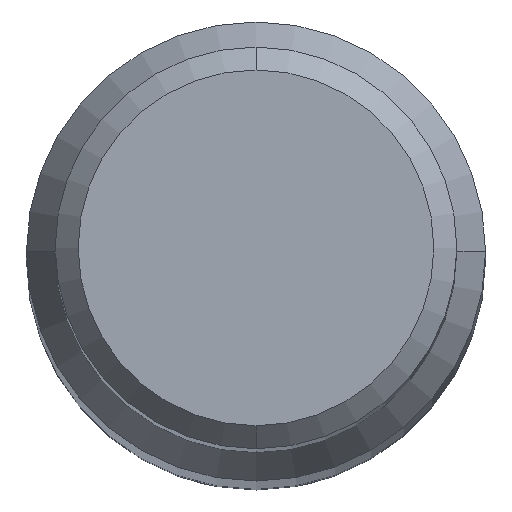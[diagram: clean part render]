
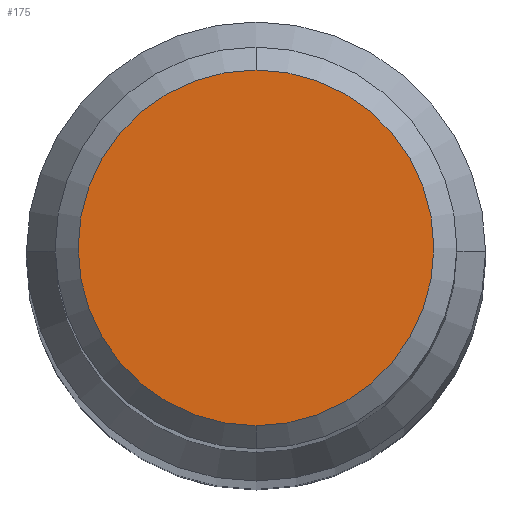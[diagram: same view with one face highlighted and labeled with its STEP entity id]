
A CAD part, top view. The second image highlights one B-rep face of the part: STEP entity #175.
In plain terms, the highlighted planar face has unit normal (0, 0, 1).
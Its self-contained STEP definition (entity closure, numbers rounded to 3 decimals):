
#155=EDGE_CURVE('',#195,#213,#311,.T.);
#175=ADVANCED_FACE('',(#335),#336,.T.);
#193=EDGE_CURVE('',#213,#195,#355,.T.);
#195=VERTEX_POINT('',#357);
#213=VERTEX_POINT('',#375);
#311=CIRCLE('',#482,3.1);
#335=FACE_OUTER_BOUND('',#509,.T.);
#336=PLANE('',#510);
#355=CIRCLE('',#540,3.1);
#357=CARTESIAN_POINT('',(0.,-3.1,0.0));
#375=CARTESIAN_POINT('',(0.0,3.1,0.0));
#482=AXIS2_PLACEMENT_3D('',#681,#682,#683);
#509=EDGE_LOOP('',(#720,#721));
#510=AXIS2_PLACEMENT_3D('',#722,#723,#724);
#540=AXIS2_PLACEMENT_3D('',#744,#745,#746);
#681=CARTESIAN_POINT('',(0.0,0.0,0.0));
#682=DIRECTION('',(0.0,0.0,-1.0));
#683=DIRECTION('',(0.0,1.0,0.0));
#720=ORIENTED_EDGE('',*,*,#193,.F.);
#721=ORIENTED_EDGE('',*,*,#155,.F.);
#722=CARTESIAN_POINT('',(0.0,1.55,0.0));
#723=DIRECTION('',(-0.0,0.0,1.0));
#724=DIRECTION('',(0.0,-1.0,0.0));
#744=CARTESIAN_POINT('',(0.0,0.0,0.0));
#745=DIRECTION('',(0.0,0.0,-1.0));
#746=DIRECTION('',(0.0,1.0,0.0));
